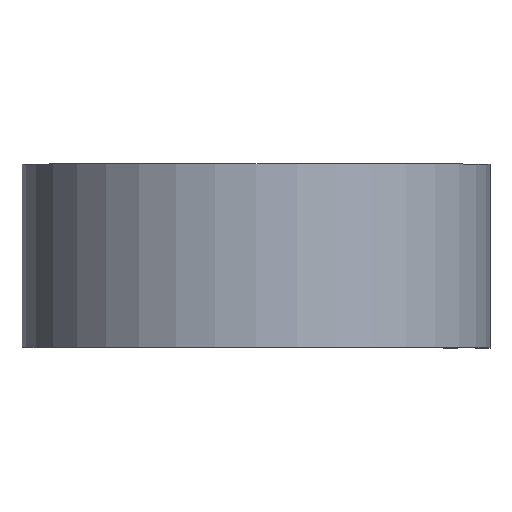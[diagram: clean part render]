
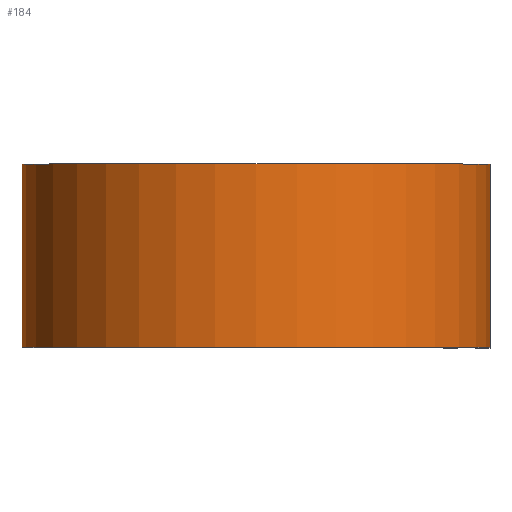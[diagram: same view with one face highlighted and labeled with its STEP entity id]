
A CAD part, top view. The second image highlights one B-rep face of the part: STEP entity #184.
In plain terms, the highlighted cylindrical face has radius 20.269 mm (diameter 40.538 mm), a partial arc.
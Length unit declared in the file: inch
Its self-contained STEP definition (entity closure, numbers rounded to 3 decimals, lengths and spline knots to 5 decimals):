
#23 = CYLINDRICAL_SURFACE ( 'NONE', #241, 0.798 ) ;
#30 = VERTEX_POINT ( 'NONE', #63 ) ;
#36 = FACE_OUTER_BOUND ( 'NONE', #143, .T. ) ;
#50 = VERTEX_POINT ( 'NONE', #458 ) ;
#52 = VECTOR ( 'NONE', #733, 39.37008 ) ;
#63 = CARTESIAN_POINT ( 'NONE',  ( 0., 0.3125, -0.798 ) ) ;
#74 = LINE ( 'NONE', #137, #198 ) ;
#90 = ORIENTED_EDGE ( 'NONE', *, *, #535, .F. ) ;
#110 = DIRECTION ( 'NONE',  ( 1., 0., 0. ) ) ;
#122 = AXIS2_PLACEMENT_3D ( 'NONE', #225, #284, #286 ) ;
#137 = CARTESIAN_POINT ( 'NONE',  ( 0.798, 0.3125, 0. ) ) ;
#143 = EDGE_LOOP ( 'NONE', ( #508, #90, #203, #410 ) ) ;
#184 = ADVANCED_FACE ( 'NONE', ( #36 ), #23, .T. ) ;
#198 = VECTOR ( 'NONE', #688, 39.37008 ) ;
#203 = ORIENTED_EDGE ( 'NONE', *, *, #275, .F. ) ;
#204 = DIRECTION ( 'NONE',  ( 0., 1., 0. ) ) ;
#219 = CARTESIAN_POINT ( 'NONE',  ( 0., -0.3125, -0.798 ) ) ;
#225 = CARTESIAN_POINT ( 'NONE',  ( 0., -0.3125, 0. ) ) ;
#241 = AXIS2_PLACEMENT_3D ( 'NONE', #582, #569, #572 ) ;
#259 = CARTESIAN_POINT ( 'NONE',  ( 0., 0.3125, 0. ) ) ;
#275 = EDGE_CURVE ( 'NONE', #30, #534, #524, .T. ) ;
#284 = DIRECTION ( 'NONE',  ( 0., 1., 0. ) ) ;
#286 = DIRECTION ( 'NONE',  ( 1., 0., 0. ) ) ;
#398 = EDGE_CURVE ( 'NONE', #485, #50, #493, .T. ) ;
#408 = CARTESIAN_POINT ( 'NONE',  ( 0.798, 0.3125, 0. ) ) ;
#410 = ORIENTED_EDGE ( 'NONE', *, *, #438, .T. ) ;
#419 = AXIS2_PLACEMENT_3D ( 'NONE', #259, #204, #110 ) ;
#438 = EDGE_CURVE ( 'NONE', #30, #485, #587, .T. ) ;
#458 = CARTESIAN_POINT ( 'NONE',  ( 0.798, -0.3125, 0. ) ) ;
#485 = VERTEX_POINT ( 'NONE', #219 ) ;
#493 = CIRCLE ( 'NONE', #122, 0.798 ) ;
#508 = ORIENTED_EDGE ( 'NONE', *, *, #398, .T. ) ;
#524 = CIRCLE ( 'NONE', #419, 0.798 ) ;
#534 = VERTEX_POINT ( 'NONE', #408 ) ;
#535 = EDGE_CURVE ( 'NONE', #534, #50, #74, .T. ) ;
#569 = DIRECTION ( 'NONE',  ( 0., -1., 0. ) ) ;
#572 = DIRECTION ( 'NONE',  ( 0., 0., -1. ) ) ;
#575 = CARTESIAN_POINT ( 'NONE',  ( 0., 0.3125, -0.798 ) ) ;
#582 = CARTESIAN_POINT ( 'NONE',  ( 0., 0.3125, 0. ) ) ;
#587 = LINE ( 'NONE', #575, #52 ) ;
#688 = DIRECTION ( 'NONE',  ( 0., -1., 0. ) ) ;
#733 = DIRECTION ( 'NONE',  ( 0., -1., 0. ) ) ;
